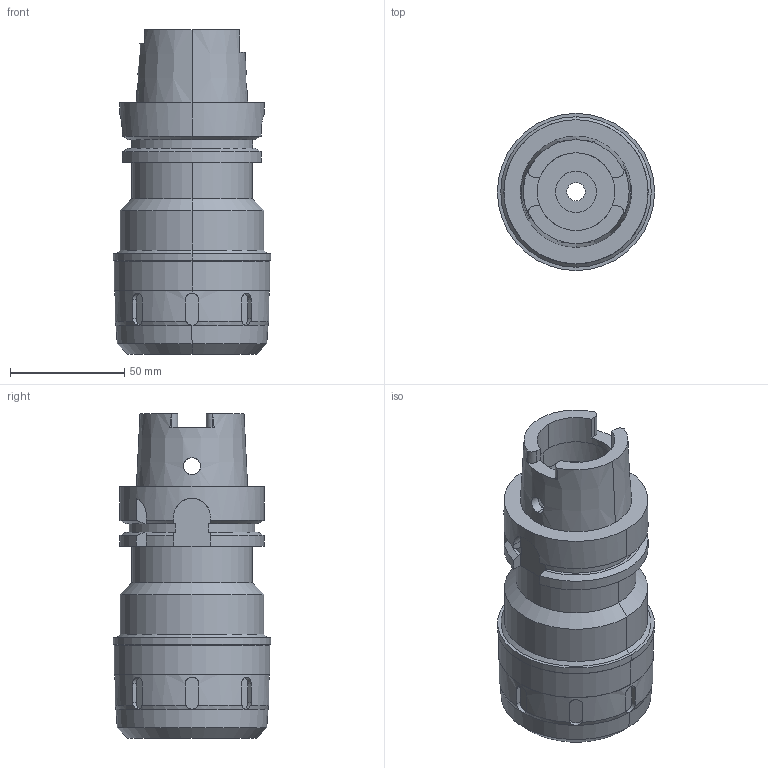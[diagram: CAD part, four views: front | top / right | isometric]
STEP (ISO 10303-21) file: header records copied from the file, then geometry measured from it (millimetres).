
FILE_DESCRIPTION((''),'2;1');
FILE_NAME('HSK-A63-HMC32S-110','2017-12-21T',('ykawabe'),(''),'CREO PARAMETRIC BY PTC INC, 2016380','CREO PARAMETRIC BY PTC INC, 2016380','');
FILE_SCHEMA(('AUTOMOTIVE_DESIGN { 1 0 10303 214 1 1 1 1 }'));
Length unit declared in the file: millimetre
Products named in the file (1): HSK-A63-HMC32S-110
Bounding box: 68.7 x 68.7 x 142 mm (x, y, z)
Volume: 272182.2 mm3; surface area: 49686.5 mm2
Topology: 1 solids, 1 shells, 153 faces, 423 edges, 277 vertices
Faces by surface type: plane 64, cylinder 63, cone 24, torus 2
Entity records: 6748 total; most frequent: CARTESIAN_POINT 1358, ORIENTED_EDGE 846, DIRECTION 816, PRESENTATION_STYLE_ASSIGNMENT 428, STYLED_ITEM 428, CURVE_STYLE 427, EDGE_CURVE 423, AXIS2_PLACEMENT_3D 307
